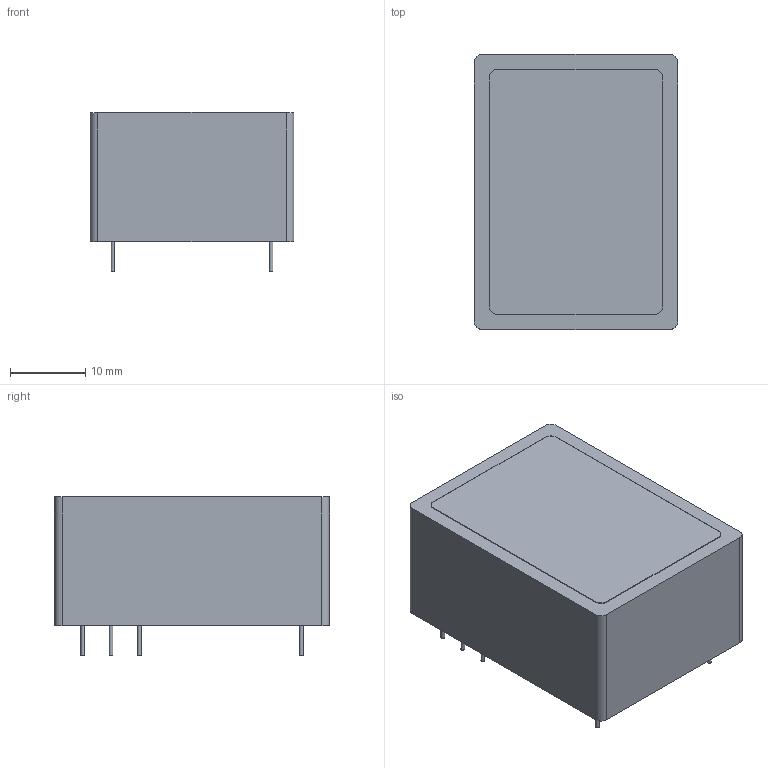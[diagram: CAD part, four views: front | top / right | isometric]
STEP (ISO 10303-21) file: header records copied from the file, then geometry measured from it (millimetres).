
FILE_DESCRIPTION(/* description */ (''),/* implementation_level */ '2;1');
FILE_NAME(/* name */ 'PWS_TRACO_TMLM 04.stp',/* time_stamp */ '2016-01-29T14:02:15+01:00',/* author */ ('riccim'),/* organization */ (''),/* preprocessor_version */ 'ST-DEVELOPER v15.5',/* originating_system */ 'AutoCAD Mechanical',/* authorisation */ '');
FILE_SCHEMA (('AUTOMOTIVE_DESIGN { 1 0 10303 214 3 1 1 }'));
Length unit declared in the file: millimetre
Products named in the file (1): Product
Bounding box: 27 x 36.5 x 21.2 mm (x, y, z)
Volume: 16917.5 mm3; surface area: 5662.6 mm2
Topology: 9 solids, 9 shells, 41 faces, 69 edges, 46 vertices
Faces by surface type: plane 26, cylinder 15
Full cylindrical faces by diameter (mm): 0.5 x7
Entity records: 976 total; most frequent: DIRECTION 176, CARTESIAN_POINT 150, ORIENTED_EDGE 124, AXIS2_PLACEMENT_3D 72, EDGE_CURVE 62, EDGE_LOOP 48, VERTEX_POINT 46, FACE_OUTER_BOUND 41
